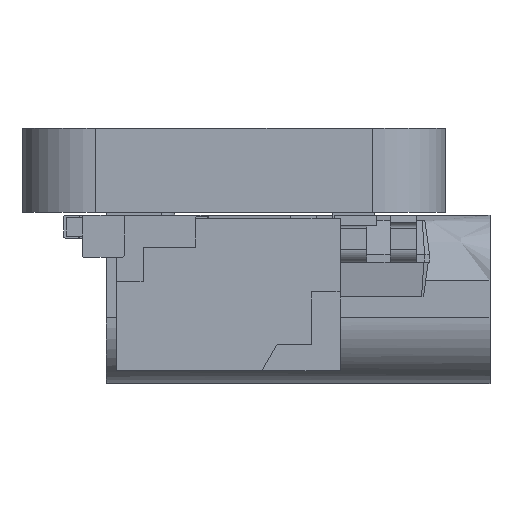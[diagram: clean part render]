
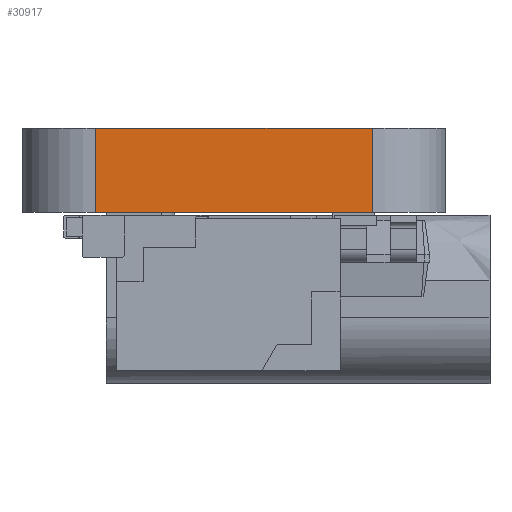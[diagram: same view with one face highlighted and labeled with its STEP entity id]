
A CAD part, left-side view. The second image highlights one B-rep face of the part: STEP entity #30917.
In plain terms, the highlighted planar face has unit normal (-1, 0, 0).
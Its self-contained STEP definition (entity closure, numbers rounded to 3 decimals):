
#30917 = ADVANCED_FACE('',(#30918),#30932,.T.);
#30918 = FACE_BOUND('',#30919,.T.);
#30919 = EDGE_LOOP('',(#30920,#30955,#30983,#31011));
#30920 = ORIENTED_EDGE('',*,*,#30921,.T.);
#30921 = EDGE_CURVE('',#30922,#30924,#30926,.T.);
#30922 = VERTEX_POINT('',#30923);
#30923 = CARTESIAN_POINT('',(25.282,-66.103,0.));
#30924 = VERTEX_POINT('',#30925);
#30925 = CARTESIAN_POINT('',(25.282,-66.103,1.6));
#30926 = SURFACE_CURVE('',#30927,(#30931,#30943),.PCURVE_S1.);
#30927 = LINE('',#30928,#30929);
#30928 = CARTESIAN_POINT('',(25.282,-66.103,0.));
#30929 = VECTOR('',#30930,1.);
#30930 = DIRECTION('',(0.,0.,1.));
#30931 = PCURVE('',#30932,#30937);
#30932 = PLANE('',#30933);
#30933 = AXIS2_PLACEMENT_3D('',#30934,#30935,#30936);
#30934 = CARTESIAN_POINT('',(25.282,-66.103,0.));
#30935 = DIRECTION('',(-1.,0.,0.));
#30936 = DIRECTION('',(0.,1.,0.));
#30937 = DEFINITIONAL_REPRESENTATION('',(#30938),#30942);
#30938 = LINE('',#30939,#30940);
#30939 = CARTESIAN_POINT('',(0.,0.));
#30940 = VECTOR('',#30941,1.);
#30941 = DIRECTION('',(0.,-1.));
#30942 = ( GEOMETRIC_REPRESENTATION_CONTEXT(2) 
PARAMETRIC_REPRESENTATION_CONTEXT() REPRESENTATION_CONTEXT('2D SPACE',''
  ) );
#30943 = PCURVE('',#30944,#30949);
#30944 = CYLINDRICAL_SURFACE('',#30945,1.4);
#30945 = AXIS2_PLACEMENT_3D('',#30946,#30947,#30948);
#30946 = CARTESIAN_POINT('',(26.682,-66.103,0.));
#30947 = DIRECTION('',(-0.,-0.,-1.));
#30948 = DIRECTION('',(1.,0.,-0.));
#30949 = DEFINITIONAL_REPRESENTATION('',(#30950),#30954);
#30950 = LINE('',#30951,#30952);
#30951 = CARTESIAN_POINT('',(-3.142,0.));
#30952 = VECTOR('',#30953,1.);
#30953 = DIRECTION('',(-0.,-1.));
#30954 = ( GEOMETRIC_REPRESENTATION_CONTEXT(2) 
PARAMETRIC_REPRESENTATION_CONTEXT() REPRESENTATION_CONTEXT('2D SPACE',''
  ) );
#30955 = ORIENTED_EDGE('',*,*,#30956,.T.);
#30956 = EDGE_CURVE('',#30924,#30957,#30959,.T.);
#30957 = VERTEX_POINT('',#30958);
#30958 = CARTESIAN_POINT('',(25.282,-60.838,1.6));
#30959 = SURFACE_CURVE('',#30960,(#30964,#30971),.PCURVE_S1.);
#30960 = LINE('',#30961,#30962);
#30961 = CARTESIAN_POINT('',(25.282,-66.103,1.6));
#30962 = VECTOR('',#30963,1.);
#30963 = DIRECTION('',(0.,1.,0.));
#30964 = PCURVE('',#30932,#30965);
#30965 = DEFINITIONAL_REPRESENTATION('',(#30966),#30970);
#30966 = LINE('',#30967,#30968);
#30967 = CARTESIAN_POINT('',(0.,-1.6));
#30968 = VECTOR('',#30969,1.);
#30969 = DIRECTION('',(1.,0.));
#30970 = ( GEOMETRIC_REPRESENTATION_CONTEXT(2) 
PARAMETRIC_REPRESENTATION_CONTEXT() REPRESENTATION_CONTEXT('2D SPACE',''
  ) );
#30971 = PCURVE('',#30972,#30977);
#30972 = PLANE('',#30973);
#30973 = AXIS2_PLACEMENT_3D('',#30974,#30975,#30976);
#30974 = CARTESIAN_POINT('',(41.665,-63.47,1.6));
#30975 = DIRECTION('',(-0.,-0.,-1.));
#30976 = DIRECTION('',(-1.,0.,0.));
#30977 = DEFINITIONAL_REPRESENTATION('',(#30978),#30982);
#30978 = LINE('',#30979,#30980);
#30979 = CARTESIAN_POINT('',(16.383,-2.632));
#30980 = VECTOR('',#30981,1.);
#30981 = DIRECTION('',(0.,1.));
#30982 = ( GEOMETRIC_REPRESENTATION_CONTEXT(2) 
PARAMETRIC_REPRESENTATION_CONTEXT() REPRESENTATION_CONTEXT('2D SPACE',''
  ) );
#30983 = ORIENTED_EDGE('',*,*,#30984,.F.);
#30984 = EDGE_CURVE('',#30985,#30957,#30987,.T.);
#30985 = VERTEX_POINT('',#30986);
#30986 = CARTESIAN_POINT('',(25.282,-60.838,0.));
#30987 = SURFACE_CURVE('',#30988,(#30992,#30999),.PCURVE_S1.);
#30988 = LINE('',#30989,#30990);
#30989 = CARTESIAN_POINT('',(25.282,-60.838,0.));
#30990 = VECTOR('',#30991,1.);
#30991 = DIRECTION('',(0.,0.,1.));
#30992 = PCURVE('',#30932,#30993);
#30993 = DEFINITIONAL_REPRESENTATION('',(#30994),#30998);
#30994 = LINE('',#30995,#30996);
#30995 = CARTESIAN_POINT('',(5.265,0.));
#30996 = VECTOR('',#30997,1.);
#30997 = DIRECTION('',(0.,-1.));
#30998 = ( GEOMETRIC_REPRESENTATION_CONTEXT(2) 
PARAMETRIC_REPRESENTATION_CONTEXT() REPRESENTATION_CONTEXT('2D SPACE',''
  ) );
#30999 = PCURVE('',#31000,#31005);
#31000 = CYLINDRICAL_SURFACE('',#31001,1.4);
#31001 = AXIS2_PLACEMENT_3D('',#31002,#31003,#31004);
#31002 = CARTESIAN_POINT('',(26.682,-60.838,0.));
#31003 = DIRECTION('',(-0.,-0.,-1.));
#31004 = DIRECTION('',(1.,0.,-0.));
#31005 = DEFINITIONAL_REPRESENTATION('',(#31006),#31010);
#31006 = LINE('',#31007,#31008);
#31007 = CARTESIAN_POINT('',(-3.142,0.));
#31008 = VECTOR('',#31009,1.);
#31009 = DIRECTION('',(-0.,-1.));
#31010 = ( GEOMETRIC_REPRESENTATION_CONTEXT(2) 
PARAMETRIC_REPRESENTATION_CONTEXT() REPRESENTATION_CONTEXT('2D SPACE',''
  ) );
#31011 = ORIENTED_EDGE('',*,*,#31012,.F.);
#31012 = EDGE_CURVE('',#30922,#30985,#31013,.T.);
#31013 = SURFACE_CURVE('',#31014,(#31018,#31025),.PCURVE_S1.);
#31014 = LINE('',#31015,#31016);
#31015 = CARTESIAN_POINT('',(25.282,-66.103,0.));
#31016 = VECTOR('',#31017,1.);
#31017 = DIRECTION('',(0.,1.,0.));
#31018 = PCURVE('',#30932,#31019);
#31019 = DEFINITIONAL_REPRESENTATION('',(#31020),#31024);
#31020 = LINE('',#31021,#31022);
#31021 = CARTESIAN_POINT('',(0.,0.));
#31022 = VECTOR('',#31023,1.);
#31023 = DIRECTION('',(1.,0.));
#31024 = ( GEOMETRIC_REPRESENTATION_CONTEXT(2) 
PARAMETRIC_REPRESENTATION_CONTEXT() REPRESENTATION_CONTEXT('2D SPACE',''
  ) );
#31025 = PCURVE('',#31026,#31031);
#31026 = PLANE('',#31027);
#31027 = AXIS2_PLACEMENT_3D('',#31028,#31029,#31030);
#31028 = CARTESIAN_POINT('',(41.665,-63.47,0.));
#31029 = DIRECTION('',(-0.,-0.,-1.));
#31030 = DIRECTION('',(-1.,0.,0.));
#31031 = DEFINITIONAL_REPRESENTATION('',(#31032),#31036);
#31032 = LINE('',#31033,#31034);
#31033 = CARTESIAN_POINT('',(16.383,-2.632));
#31034 = VECTOR('',#31035,1.);
#31035 = DIRECTION('',(0.,1.));
#31036 = ( GEOMETRIC_REPRESENTATION_CONTEXT(2) 
PARAMETRIC_REPRESENTATION_CONTEXT() REPRESENTATION_CONTEXT('2D SPACE',''
  ) );
